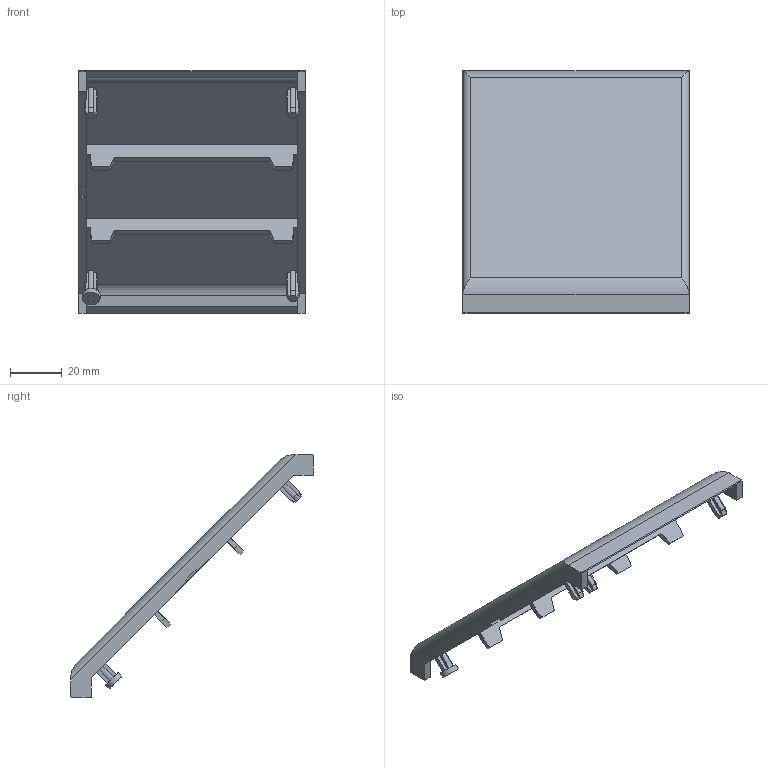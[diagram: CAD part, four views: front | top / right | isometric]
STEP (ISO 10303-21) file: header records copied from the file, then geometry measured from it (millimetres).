
FILE_DESCRIPTION(/* description */ (''),/* implementation_level */ '2;1');
FILE_NAME(/* name */ '1007827.stp',/* time_stamp */ '2024-07-24T16:01:11+02:00',/* author */ ('Bo'),/* organization */ (''),/* preprocessor_version */ 'ST-DEVELOPER v20',/* originating_system */ 'Autodesk Inventor 2025',/* authorisation */ ' ');
FILE_SCHEMA (('AUTOMOTIVE_DESIGN { 1 0 10303 214 3 1 1 }'));
Length unit declared in the file: millimetre
Products named in the file (2): 1007827; 1007827-1
Assembly tree (1 placements, depth 2):
  1007827
    1007827-1
Bounding box: 87.6 x 93.82 x 93.82 mm (x, y, z)
Volume: 41774.4 mm3; surface area: 30714.7 mm2
Topology: 1 solids, 1 shells, 136 faces, 399 edges, 262 vertices
Faces by surface type: plane 97, cylinder 23, cone 16
Full cylindrical faces by diameter (mm): 7 x1
Entity records: 4551 total; most frequent: CARTESIAN_POINT 892, ORIENTED_EDGE 798, DIRECTION 703, EDGE_CURVE 399, LINE 301, VECTOR 301, VERTEX_POINT 262, AXIS2_PLACEMENT_3D 201
